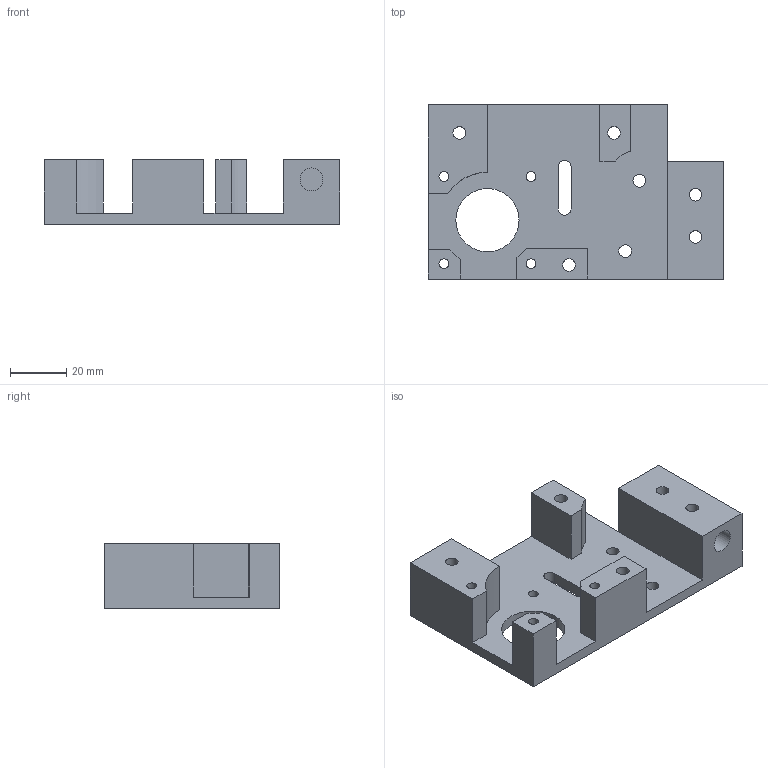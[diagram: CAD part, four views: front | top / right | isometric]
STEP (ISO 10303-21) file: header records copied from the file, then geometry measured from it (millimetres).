
FILE_DESCRIPTION(('FreeCAD Model'),'2;1');
FILE_NAME('motor-block-mirrored.step', '2014-12-08T20:35:44',('FreeCAD'),('FreeCAD'), 'Open CASCADE STEP processor 6.6','FreeCAD','Unknown');
FILE_SCHEMA(('AUTOMOTIVE_DESIGN_CC2 { 1 2 10303 214 -1 1 5 4 }'));
Length unit declared in the file: millimetre
Products named in the file (1): Open CASCADE STEP translator 6.6 74
Bounding box: 105 x 62 x 23 mm (x, y, z)
Volume: 57618.2 mm3; surface area: 23124.9 mm2
Topology: 1 solids, 1 shells, 46 faces, 132 edges, 89 vertices
Faces by surface type: plane 27, cylinder 19
Full cylindrical faces by diameter (mm): 3.5 x4, 4.5 x7, 8.1 x1, 22.5 x1
Entity records: 3330 total; most frequent: CARTESIAN_POINT 592, DIRECTION 522, LINE 312, VECTOR 312, ORIENTED_EDGE 264, PCURVE 264, DEFINITIONAL_REPRESENTATION 264, EDGE_CURVE 132
